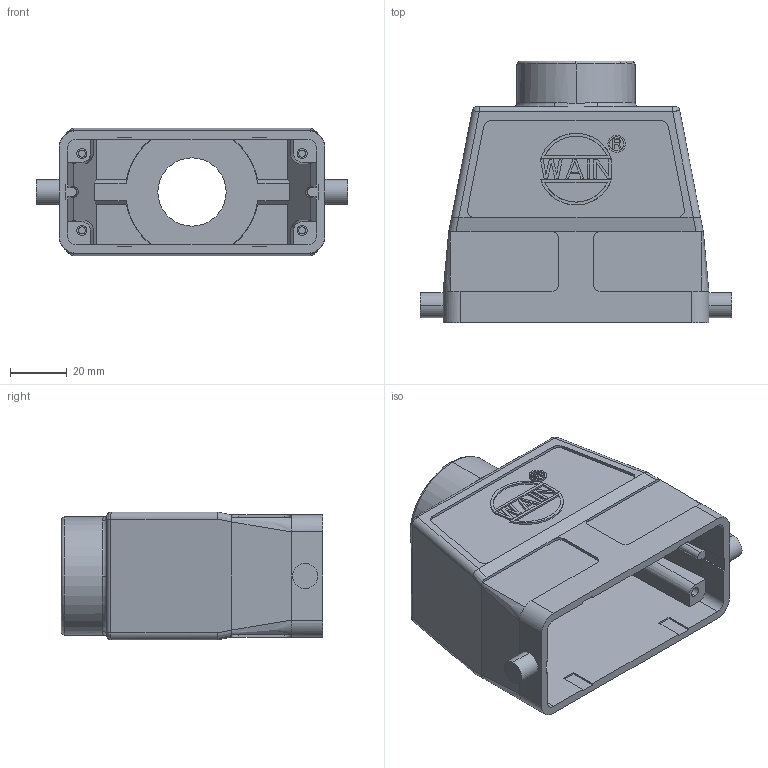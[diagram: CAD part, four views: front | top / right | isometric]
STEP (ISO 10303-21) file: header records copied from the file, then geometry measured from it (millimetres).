
FILE_DESCRIPTION (( 'STEP AP203' ), '1' );
FILE_NAME ('H16B-TEH-2B-PG21.STEP', '2018-08-29T10:10:32', ( '' ), ( '' ), 'SwSTEP 2.0', 'SolidWorks 2016', '' );
FILE_SCHEMA (( 'CONFIG_CONTROL_DESIGN' ));
Length unit declared in the file: millimetre
Products named in the file (1): H16B-TEH-2B-PG21
Bounding box: 109.5 x 92 x 45 mm (x, y, z)
Volume: 86312.6 mm3; surface area: 48346.7 mm2
Topology: 1 solids, 1 shells, 381 faces, 987 edges, 646 vertices
Faces by surface type: plane 276, cylinder 68, bspline 22, cone 10, torus 5
Entity records: 12600 total; most frequent: CARTESIAN_POINT 3325, ORIENTED_EDGE 1974, DIRECTION 1775, EDGE_CURVE 987, LINE 759, VECTOR 759, VERTEX_POINT 646, AXIS2_PLACEMENT_3D 508
